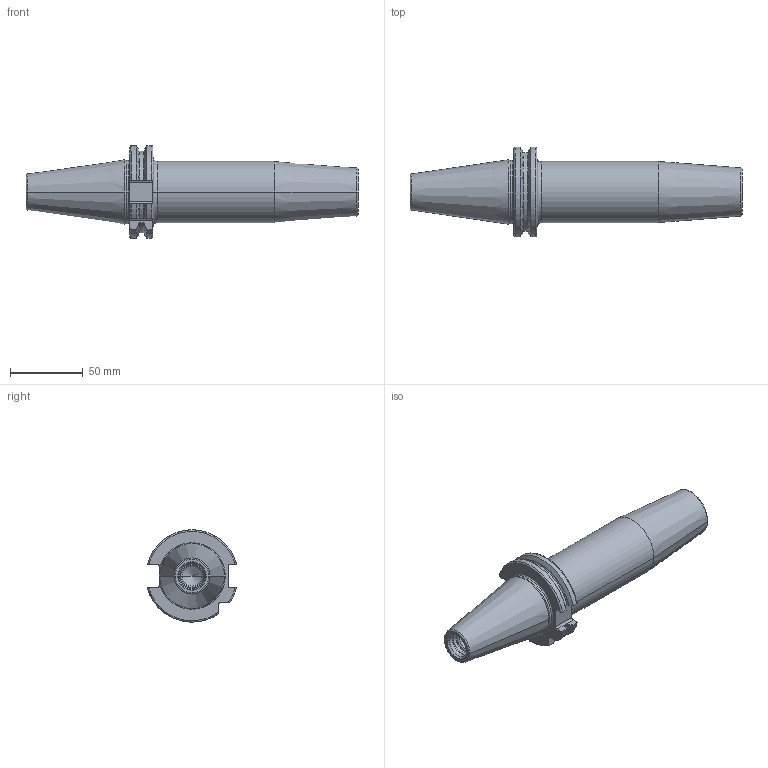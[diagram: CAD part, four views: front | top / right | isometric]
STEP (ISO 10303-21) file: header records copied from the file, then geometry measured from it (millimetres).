
FILE_DESCRIPTION((''),'2;1');
FILE_NAME('40-442-18','2011-08-31T',('mei'),(''),'PRO/ENGINEER BY PARAMETRIC TECHNOLOGY CORPORATION, 2010430','PRO/ENGINEER BY PARAMETRIC TECHNOLOGY CORPORATION, 2010430','');
FILE_SCHEMA(('CONFIG_CONTROL_DESIGN'));
Length unit declared in the file: millimetre
Products named in the file (1): 40-442-18
Bounding box: 228.25 x 61.42 x 63.51 mm (x, y, z)
Volume: 272785.7 mm3; surface area: 39840.3 mm2
Topology: 1 solids, 2 shells, 97 faces, 246 edges, 153 vertices
Faces by surface type: torus 28, cylinder 28, plane 21, cone 20
Entity records: 3168 total; most frequent: CARTESIAN_POINT 779, DIRECTION 516, ORIENTED_EDGE 484, EDGE_CURVE 244, AXIS2_PLACEMENT_3D 216, VERTEX_POINT 153, CIRCLE 118, EDGE_LOOP 101
